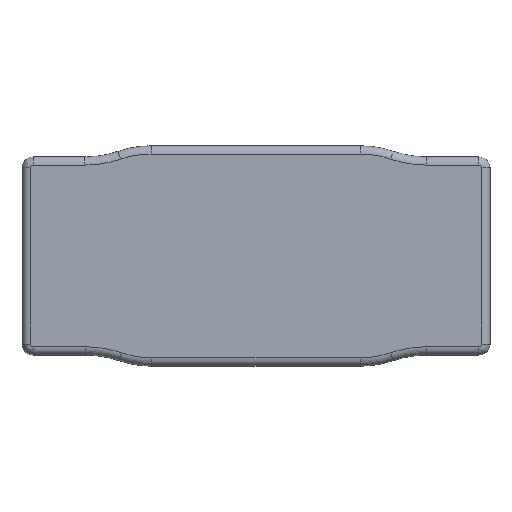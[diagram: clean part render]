
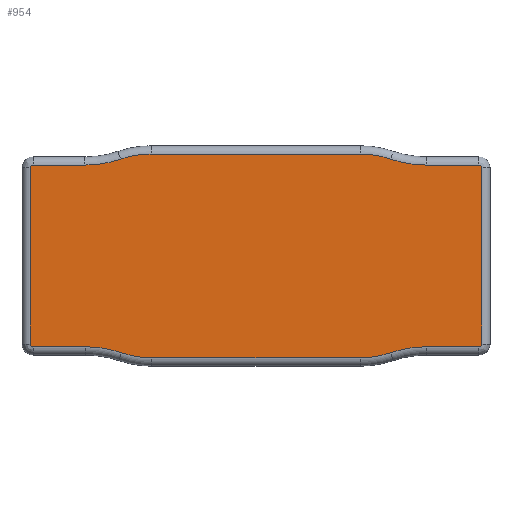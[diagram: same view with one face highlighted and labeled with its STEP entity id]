
A CAD part, top view. The second image highlights one B-rep face of the part: STEP entity #954.
In plain terms, the highlighted planar face has unit normal (0, 0, 1).
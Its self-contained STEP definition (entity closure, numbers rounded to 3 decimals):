
#24=PLANE('',#1110);
#110=FACE_OUTER_BOUND('',#172,.T.);
#172=EDGE_LOOP('',(#845,#846,#847,#848,#849,#850,#851,#852,#853,#854,#855,
#856,#857,#858,#859,#860,#861,#862,#863,#864));
#204=LINE('',#1664,#256);
#205=LINE('',#1676,#257);
#206=LINE('',#1688,#258);
#207=LINE('',#1704,#259);
#209=LINE('',#1722,#261);
#211=LINE('',#1740,#263);
#213=LINE('',#1758,#265);
#214=LINE('',#1774,#266);
#256=VECTOR('',#1310,10.);
#257=VECTOR('',#1327,10.);
#258=VECTOR('',#1344,10.);
#259=VECTOR('',#1353,10.);
#261=VECTOR('',#1363,10.);
#263=VECTOR('',#1385,10.);
#265=VECTOR('',#1407,10.);
#266=VECTOR('',#1416,10.);
#328=CIRCLE('',#1047,0.005);
#333=CIRCLE('',#1054,0.2);
#335=CIRCLE('',#1057,0.17);
#338=CIRCLE('',#1062,0.17);
#340=CIRCLE('',#1065,0.2);
#343=CIRCLE('',#1069,0.005);
#346=CIRCLE('',#1073,0.005);
#350=CIRCLE('',#1079,0.2);
#353=CIRCLE('',#1083,0.17);
#357=CIRCLE('',#1089,0.17);
#360=CIRCLE('',#1093,0.2);
#364=CIRCLE('',#1098,0.005);
#417=VERTEX_POINT('',#1655);
#418=VERTEX_POINT('',#1657);
#419=VERTEX_POINT('',#1662);
#420=VERTEX_POINT('',#1666);
#421=VERTEX_POINT('',#1670);
#422=VERTEX_POINT('',#1674);
#423=VERTEX_POINT('',#1678);
#424=VERTEX_POINT('',#1682);
#425=VERTEX_POINT('',#1686);
#426=VERTEX_POINT('',#1698);
#427=VERTEX_POINT('',#1702);
#428=VERTEX_POINT('',#1714);
#429=VERTEX_POINT('',#1718);
#431=VERTEX_POINT('',#1724);
#433=VERTEX_POINT('',#1730);
#435=VERTEX_POINT('',#1736);
#437=VERTEX_POINT('',#1742);
#439=VERTEX_POINT('',#1748);
#441=VERTEX_POINT('',#1754);
#443=VERTEX_POINT('',#1768);
#527=EDGE_CURVE('',#417,#418,#328,.T.);
#531=EDGE_CURVE('',#418,#419,#204,.T.);
#533=EDGE_CURVE('',#419,#420,#333,.T.);
#535=EDGE_CURVE('',#420,#421,#335,.T.);
#537=EDGE_CURVE('',#421,#422,#205,.T.);
#539=EDGE_CURVE('',#422,#423,#338,.T.);
#541=EDGE_CURVE('',#423,#424,#340,.T.);
#543=EDGE_CURVE('',#424,#425,#206,.T.);
#545=EDGE_CURVE('',#425,#426,#343,.T.);
#547=EDGE_CURVE('',#426,#427,#207,.T.);
#549=EDGE_CURVE('',#427,#428,#346,.T.);
#552=EDGE_CURVE('',#428,#429,#209,.T.);
#555=EDGE_CURVE('',#429,#431,#350,.T.);
#558=EDGE_CURVE('',#431,#433,#353,.T.);
#561=EDGE_CURVE('',#433,#435,#211,.T.);
#564=EDGE_CURVE('',#435,#437,#357,.T.);
#567=EDGE_CURVE('',#437,#439,#360,.T.);
#570=EDGE_CURVE('',#439,#441,#213,.T.);
#573=EDGE_CURVE('',#441,#443,#364,.T.);
#574=EDGE_CURVE('',#443,#417,#214,.T.);
#845=ORIENTED_EDGE('',*,*,#527,.F.);
#846=ORIENTED_EDGE('',*,*,#574,.F.);
#847=ORIENTED_EDGE('',*,*,#573,.F.);
#848=ORIENTED_EDGE('',*,*,#570,.F.);
#849=ORIENTED_EDGE('',*,*,#567,.F.);
#850=ORIENTED_EDGE('',*,*,#564,.F.);
#851=ORIENTED_EDGE('',*,*,#561,.F.);
#852=ORIENTED_EDGE('',*,*,#558,.F.);
#853=ORIENTED_EDGE('',*,*,#555,.F.);
#854=ORIENTED_EDGE('',*,*,#552,.F.);
#855=ORIENTED_EDGE('',*,*,#549,.F.);
#856=ORIENTED_EDGE('',*,*,#547,.F.);
#857=ORIENTED_EDGE('',*,*,#545,.F.);
#858=ORIENTED_EDGE('',*,*,#543,.F.);
#859=ORIENTED_EDGE('',*,*,#541,.F.);
#860=ORIENTED_EDGE('',*,*,#539,.F.);
#861=ORIENTED_EDGE('',*,*,#537,.F.);
#862=ORIENTED_EDGE('',*,*,#535,.F.);
#863=ORIENTED_EDGE('',*,*,#533,.F.);
#864=ORIENTED_EDGE('',*,*,#531,.F.);
#954=ADVANCED_FACE('',(#110),#24,.T.);
#1047=AXIS2_PLACEMENT_3D('',#1658,#1300,#1301);
#1054=AXIS2_PLACEMENT_3D('',#1668,#1315,#1316);
#1057=AXIS2_PLACEMENT_3D('',#1672,#1321,#1322);
#1062=AXIS2_PLACEMENT_3D('',#1680,#1332,#1333);
#1065=AXIS2_PLACEMENT_3D('',#1684,#1338,#1339);
#1069=AXIS2_PLACEMENT_3D('',#1700,#1347,#1348);
#1073=AXIS2_PLACEMENT_3D('',#1716,#1356,#1357);
#1079=AXIS2_PLACEMENT_3D('',#1728,#1370,#1371);
#1083=AXIS2_PLACEMENT_3D('',#1734,#1378,#1379);
#1089=AXIS2_PLACEMENT_3D('',#1746,#1392,#1393);
#1093=AXIS2_PLACEMENT_3D('',#1752,#1400,#1401);
#1098=AXIS2_PLACEMENT_3D('',#1772,#1412,#1413);
#1110=AXIS2_PLACEMENT_3D('',#1795,#1447,#1448);
#1300=DIRECTION('center_axis',(0.,0.,-1.));
#1301=DIRECTION('ref_axis',(0.707,-0.707,0.));
#1310=DIRECTION('',(-1.,0.,0.));
#1315=DIRECTION('center_axis',(0.,0.,1.));
#1316=DIRECTION('ref_axis',(-0.164,0.986,0.));
#1321=DIRECTION('center_axis',(0.,0.,-1.));
#1322=DIRECTION('ref_axis',(0.164,-0.986,0.));
#1327=DIRECTION('',(-1.,0.,0.));
#1332=DIRECTION('center_axis',(0.,0.,-1.));
#1333=DIRECTION('ref_axis',(-0.164,-0.986,0.));
#1338=DIRECTION('center_axis',(0.,0.,1.));
#1339=DIRECTION('ref_axis',(0.164,0.986,0.));
#1344=DIRECTION('',(-1.,0.,0.));
#1347=DIRECTION('center_axis',(0.,0.,-1.));
#1348=DIRECTION('ref_axis',(-0.707,-0.707,0.));
#1353=DIRECTION('',(0.,1.,0.));
#1356=DIRECTION('center_axis',(0.,0.,-1.));
#1357=DIRECTION('ref_axis',(-0.707,0.707,0.));
#1363=DIRECTION('',(1.,0.,0.));
#1370=DIRECTION('center_axis',(0.,0.,1.));
#1371=DIRECTION('ref_axis',(0.164,-0.986,0.));
#1378=DIRECTION('center_axis',(0.,0.,-1.));
#1379=DIRECTION('ref_axis',(-0.164,0.986,0.));
#1385=DIRECTION('',(1.,0.,0.));
#1392=DIRECTION('center_axis',(0.,0.,-1.));
#1393=DIRECTION('ref_axis',(0.164,0.986,0.));
#1400=DIRECTION('center_axis',(0.,0.,1.));
#1401=DIRECTION('ref_axis',(-0.164,-0.986,0.));
#1407=DIRECTION('',(1.,0.,0.));
#1412=DIRECTION('center_axis',(0.,0.,-1.));
#1413=DIRECTION('ref_axis',(0.707,0.707,0.));
#1416=DIRECTION('',(0.,-1.,0.));
#1447=DIRECTION('center_axis',(0.,0.,1.));
#1448=DIRECTION('ref_axis',(1.,0.,0.));
#1655=CARTESIAN_POINT('',(0.41,-0.16,0.45));
#1657=CARTESIAN_POINT('',(0.405,-0.165,0.45));
#1658=CARTESIAN_POINT('Origin',(0.405,-0.16,0.45));
#1662=CARTESIAN_POINT('',(0.309,-0.165,0.45));
#1664=CARTESIAN_POINT('',(0.138,-0.165,0.45));
#1666=CARTESIAN_POINT('',(0.245,-0.176,0.45));
#1668=CARTESIAN_POINT('Origin',(0.309,-0.365,0.45));
#1670=CARTESIAN_POINT('',(0.189,-0.185,0.45));
#1672=CARTESIAN_POINT('Origin',(0.189,-0.015,0.45));
#1674=CARTESIAN_POINT('',(-0.189,-0.185,0.45));
#1676=CARTESIAN_POINT('',(-0.113,-0.185,0.45));
#1678=CARTESIAN_POINT('',(-0.245,-0.176,0.45));
#1680=CARTESIAN_POINT('Origin',(-0.189,-0.015,0.45));
#1682=CARTESIAN_POINT('',(-0.309,-0.165,0.45));
#1684=CARTESIAN_POINT('Origin',(-0.309,-0.365,0.45));
#1686=CARTESIAN_POINT('',(-0.405,-0.165,0.45));
#1688=CARTESIAN_POINT('',(-0.213,-0.165,0.45));
#1698=CARTESIAN_POINT('',(-0.41,-0.16,0.45));
#1700=CARTESIAN_POINT('Origin',(-0.405,-0.16,0.45));
#1702=CARTESIAN_POINT('',(-0.41,0.16,0.45));
#1704=CARTESIAN_POINT('',(-0.41,0.09,0.45));
#1714=CARTESIAN_POINT('',(-0.405,0.165,0.45));
#1716=CARTESIAN_POINT('Origin',(-0.405,0.16,0.45));
#1718=CARTESIAN_POINT('',(-0.311,0.165,0.45));
#1722=CARTESIAN_POINT('',(-0.138,0.165,0.45));
#1724=CARTESIAN_POINT('',(-0.246,0.176,0.45));
#1728=CARTESIAN_POINT('Origin',(-0.311,0.365,0.45));
#1730=CARTESIAN_POINT('',(-0.191,0.185,0.45));
#1734=CARTESIAN_POINT('Origin',(-0.191,0.015,0.45));
#1736=CARTESIAN_POINT('',(0.189,0.185,0.45));
#1740=CARTESIAN_POINT('',(0.113,0.185,0.45));
#1742=CARTESIAN_POINT('',(0.245,0.176,0.45));
#1746=CARTESIAN_POINT('Origin',(0.189,0.015,0.45));
#1748=CARTESIAN_POINT('',(0.309,0.165,0.45));
#1752=CARTESIAN_POINT('Origin',(0.309,0.365,0.45));
#1754=CARTESIAN_POINT('',(0.405,0.165,0.45));
#1758=CARTESIAN_POINT('',(0.213,0.165,0.45));
#1768=CARTESIAN_POINT('',(0.41,0.16,0.45));
#1772=CARTESIAN_POINT('Origin',(0.405,0.16,0.45));
#1774=CARTESIAN_POINT('',(0.41,-0.09,0.45));
#1795=CARTESIAN_POINT('Origin',(0.,0.,0.45));
